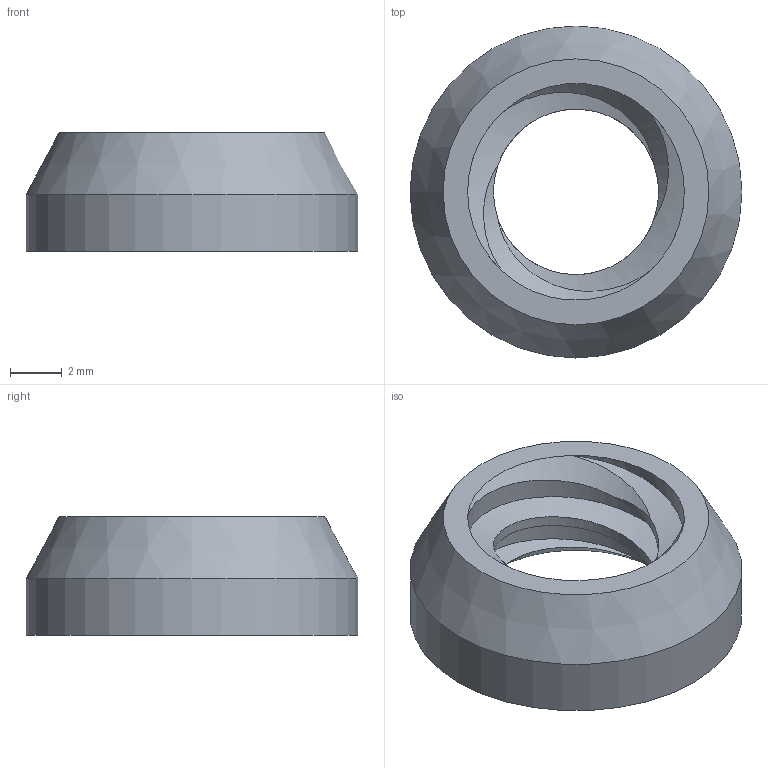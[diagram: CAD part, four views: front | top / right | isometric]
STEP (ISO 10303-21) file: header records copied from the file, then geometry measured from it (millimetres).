
FILE_DESCRIPTION(/* description */ (''),/* implementation_level */ '2;1');
FILE_NAME(/* name */ 'MB-Z10.z-axis.MB-z-leadscrew-cap.z-leadscrew-cap.step',/* time_stamp */ '2023-03-27T17:12:35+02:00',/* author */ (''),/* organization */ (''),/* preprocessor_version */ 'ST-DEVELOPER v19.2',/* originating_system */ 'Autodesk Translation Framework v11.17.0.187',/* authorisation */ '');
FILE_SCHEMA (('AUTOMOTIVE_DESIGN { 1 0 10303 214 3 1 1 }'));
Length unit declared in the file: millimetre
Products named in the file (1): z-leadscrew-cap
Bounding box: 12.86 x 12.86 x 4.6 mm (x, y, z)
Volume: 313.6 mm3; surface area: 471.4 mm2
Topology: 1 solids, 1 shells, 18 faces, 50 edges, 34 vertices
Faces by surface type: cylinder 8, cone 4, bspline 4, plane 2
Full cylindrical faces by diameter (mm): 8.4 x1, 12.857 x1
Entity records: 1713 total; most frequent: CARTESIAN_POINT 1261, ORIENTED_EDGE 100, DIRECTION 68, EDGE_CURVE 50, VERTEX_POINT 34, AXIS2_PLACEMENT_3D 31, B_SPLINE_CURVE_WITH_KNOTS 28, EDGE_LOOP 20
